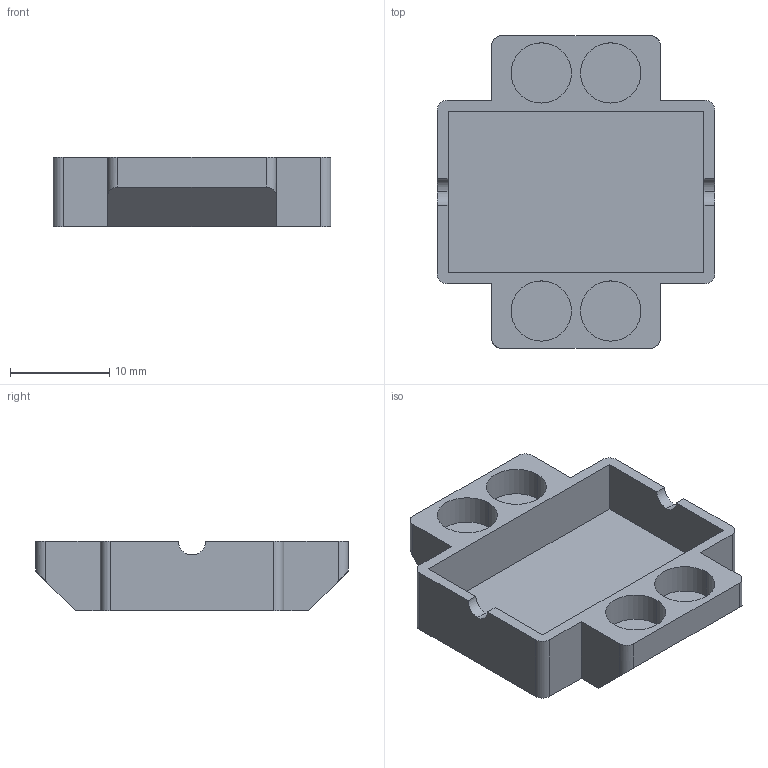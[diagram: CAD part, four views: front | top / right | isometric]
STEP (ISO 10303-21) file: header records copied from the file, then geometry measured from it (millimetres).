
FILE_DESCRIPTION (( 'STEP AP214' ), '1' );
FILE_NAME ('Scrubby.STEP', '2022-01-09T16:29:21', ( '' ), ( '' ), 'SwSTEP 2.0', 'SolidWorks 2021', '' );
FILE_SCHEMA (( 'AUTOMOTIVE_DESIGN' ));
Length unit declared in the file: millimetre
Products named in the file (1): Scrubby
Bounding box: 28 x 31.5 x 7 mm (x, y, z)
Volume: 2172.2 mm3; surface area: 2911.3 mm2
Topology: 1 solids, 1 shells, 61 faces, 156 edges, 104 vertices
Faces by surface type: plane 41, cylinder 20
Entity records: 1880 total; most frequent: CARTESIAN_POINT 334, DIRECTION 312, ORIENTED_EDGE 312, EDGE_CURVE 156, LINE 116, VECTOR 116, VERTEX_POINT 104, AXIS2_PLACEMENT_3D 98
